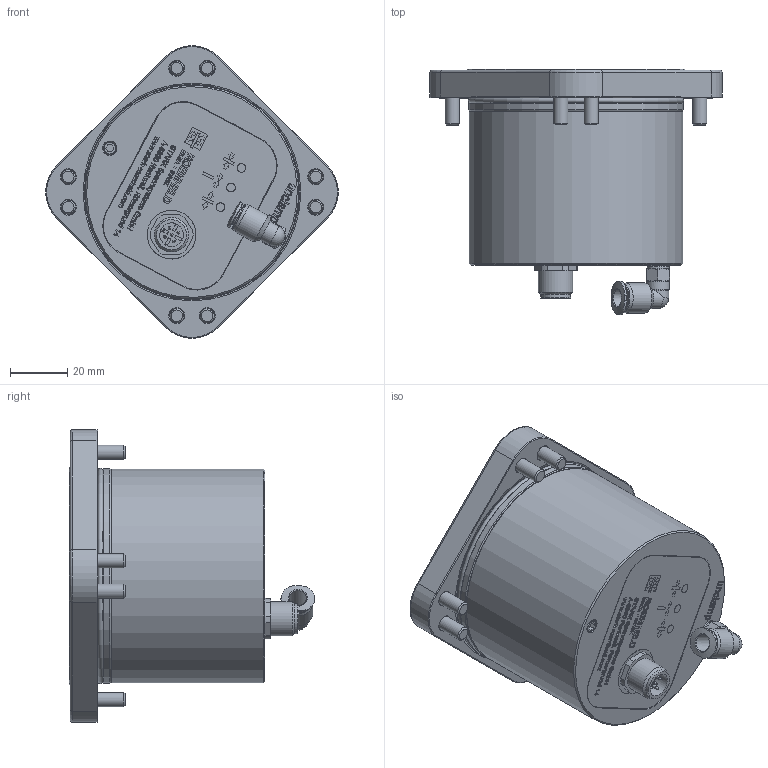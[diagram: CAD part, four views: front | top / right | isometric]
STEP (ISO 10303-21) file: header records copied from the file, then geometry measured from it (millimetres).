
FILE_DESCRIPTION (( 'STEP AP214' ), '1' );
FILE_NAME ('STARK_5000 220-1_A.STEP', '2022-02-03T09:07:22', ( '' ), ( '' ), 'SwSTEP 2.0', 'SolidWorks 2021', '' );
FILE_SCHEMA (( 'AUTOMOTIVE_DESIGN' ));
Length unit declared in the file: millimetre
Products named in the file (1): STARK_5000 220-1_A
Bounding box: 101.99 x 85.7 x 101.99 mm (x, y, z)
Volume: 301115.6 mm3; surface area: 39205.5 mm2
Topology: 1 solids, 12 shells, 1979 faces, 5165 edges, 3430 vertices
Faces by surface type: plane 1128, bspline 584, cylinder 156, cone 68, torus 41, sphere 2
Full cylindrical faces by diameter (mm): 1 x5, 2.1 x2, 3 x2, 5 x9, 5.2 x8, 6 x1, 7 x1, 7.6 x2, 7.875 x1, 8.3 x1, 8.5 x8, 9 x8, 9.696 x1, 10.5 x2, 11.5 x3, 12 x2, 12.05 x1, 17 x1, 32 x1, 32.2 x1, 73.662 x2, 74.6 x1, 75 x1
Entity records: 91027 total; most frequent: CARTESIAN_POINT 41180, ORIENTED_EDGE 9962, DIRECTION 6910, EDGE_CURVE 4981, VERTEX_POINT 3391, VECTOR 3310, LINE 3310, EDGE_LOOP 2348
